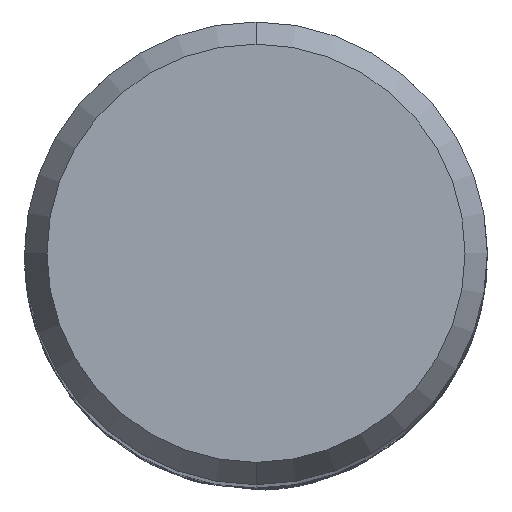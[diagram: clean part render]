
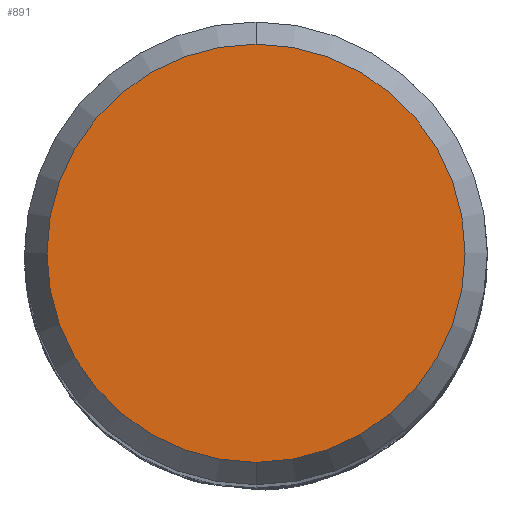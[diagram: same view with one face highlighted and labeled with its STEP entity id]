
A CAD part, top view. The second image highlights one B-rep face of the part: STEP entity #891.
In plain terms, the highlighted planar face has unit normal (0, 0, 1).
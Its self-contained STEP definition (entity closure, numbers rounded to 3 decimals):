
#871=EDGE_CURVE('',#1031,#931,#2388,.T.);
#891=ADVANCED_FACE('',(#2409),#2410,.T.);
#931=VERTEX_POINT('',#2451);
#1031=VERTEX_POINT('',#2563);
#1377=EDGE_CURVE('',#931,#1031,#2930,.T.);
#2388=CIRCLE('',#5175,5.423);
#2409=FACE_OUTER_BOUND('',#5489,.T.);
#2410=PLANE('',#5490);
#2451=CARTESIAN_POINT('',(0.0,5.423,0.0));
#2563=CARTESIAN_POINT('',(0.,-5.423,0.0));
#2930=CIRCLE('',#8698,5.423);
#5175=AXIS2_PLACEMENT_3D('',#18509,#18510,#18511);
#5489=EDGE_LOOP('',(#18527,#18528));
#5490=AXIS2_PLACEMENT_3D('',#18529,#18530,#18531);
#8698=AXIS2_PLACEMENT_3D('',#19024,#19025,#19026);
#18509=CARTESIAN_POINT('',(0.0,0.0,0.0));
#18510=DIRECTION('',(0.0,0.0,-1.0));
#18511=DIRECTION('',(0.0,1.0,0.0));
#18527=ORIENTED_EDGE('',*,*,#1377,.F.);
#18528=ORIENTED_EDGE('',*,*,#871,.F.);
#18529=CARTESIAN_POINT('',(0.0,2.711,0.0));
#18530=DIRECTION('',(-0.0,0.0,1.0));
#18531=DIRECTION('',(0.0,-1.0,0.0));
#19024=CARTESIAN_POINT('',(0.0,0.0,0.0));
#19025=DIRECTION('',(0.0,0.0,-1.0));
#19026=DIRECTION('',(0.0,1.0,0.0));
